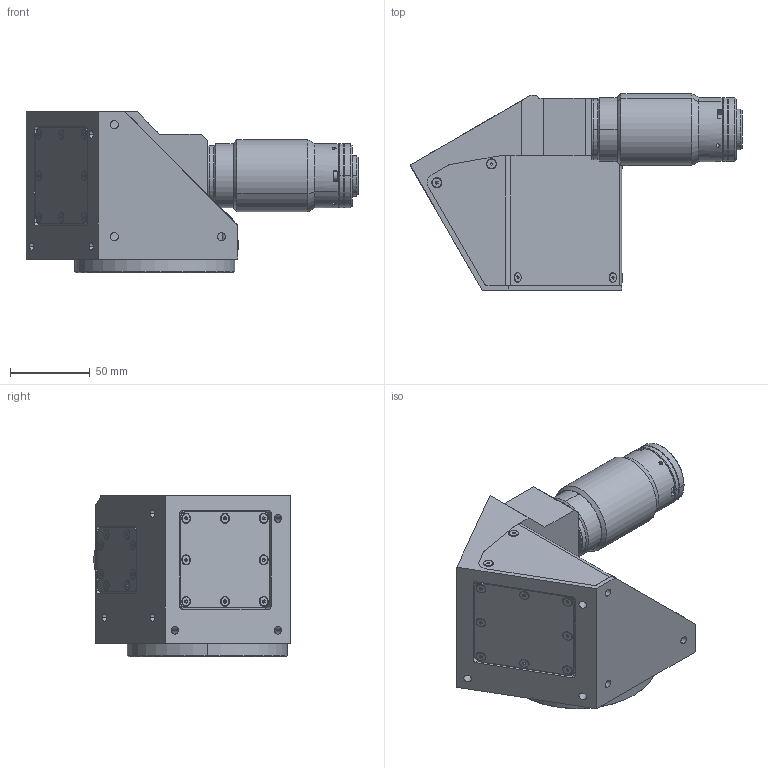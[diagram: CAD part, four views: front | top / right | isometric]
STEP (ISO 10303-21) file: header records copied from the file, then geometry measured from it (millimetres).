
FILE_DESCRIPTION (( 'STEP AP203' ), '1' );
FILE_NAME ('DP23978-C_TCCR4M064-C.step', '2022-02-18T10:38:29', ( '' ), ( '' ), 'SwSTEP 2.0', 'SolidWorks 2021', '' );
FILE_SCHEMA (( 'CONFIG_CONTROL_DESIGN' ));
Length unit declared in the file: millimetre
Products named in the file (1): DP23978-C_TCCR4M064-C
Bounding box: 207.58 x 123 x 100.82 mm (x, y, z)
Surface area: 93127.9 mm2 (no closed solid volume)
Topology: 0 solids, 57 shells, 406 faces, 1316 edges, 922 vertices
Faces by surface type: plane 166, cylinder 126, cone 110, torus 2, sphere 2
Entity records: 14369 total; most frequent: CARTESIAN_POINT 2835, DIRECTION 2531, ORIENTED_EDGE 1947, EDGE_CURVE 1272, VERTEX_POINT 922, AXIS2_PLACEMENT_3D 878, LINE 775, VECTOR 775
